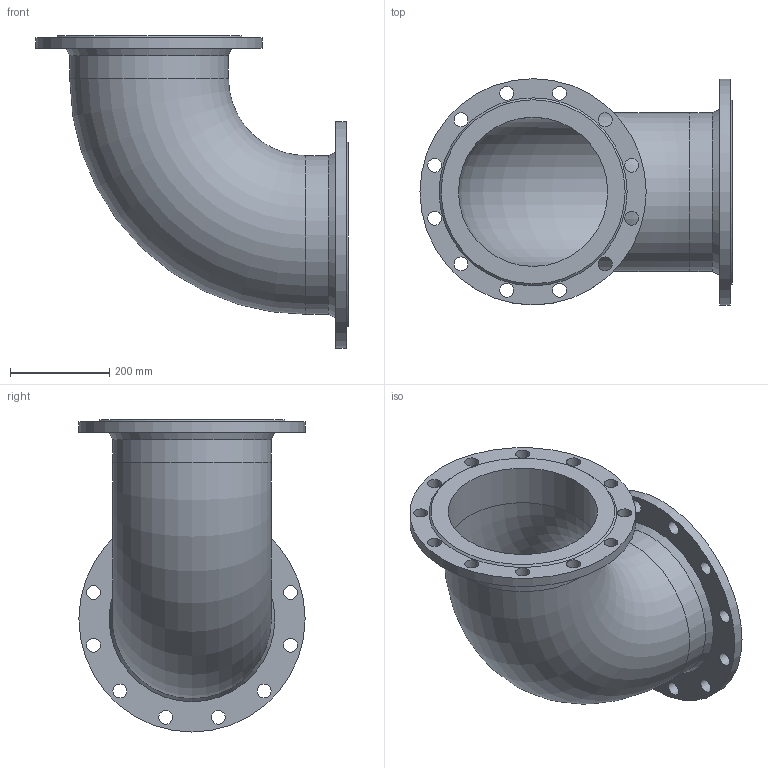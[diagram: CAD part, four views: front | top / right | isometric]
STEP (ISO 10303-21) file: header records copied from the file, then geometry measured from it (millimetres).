
FILE_DESCRIPTION (( 'STEP AP203' ), '1' );
FILE_NAME ('300-90-PN16.STEP', '2017-10-30T08:33:36', ( 'Windows User' ), ( 'AVK' ), 'SwSTEP 2.0', 'SolidWorks 2012', '' );
FILE_SCHEMA (( 'CONFIG_CONTROL_DESIGN' ));
Length unit declared in the file: millimetre
Products named in the file (1): 300-90-PN16
Bounding box: 627.5 x 455 x 627.5 mm (x, y, z)
Volume: 9635665.9 mm3; surface area: 1658769.4 mm2
Topology: 1 solids, 1 shells, 42 faces, 104 edges, 68 vertices
Faces by surface type: cylinder 30, plane 6, cone 4, torus 2
Full cylindrical faces by diameter (mm): 28 x24, 300 x2, 319.2 x2, 455 x2
Entity records: 1261 total; most frequent: DIRECTION 218, CARTESIAN_POINT 175, EDGE_LOOP 132, ORIENTED_EDGE 132, AXIS2_PLACEMENT_3D 109, FACE_OUTER_BOUND 74, EDGE_CURVE 66, CIRCLE 66
